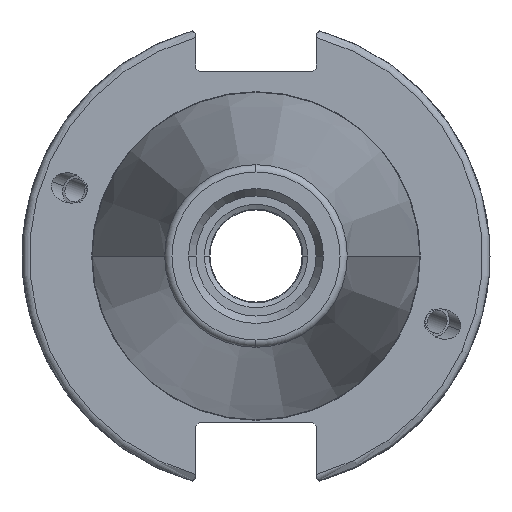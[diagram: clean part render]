
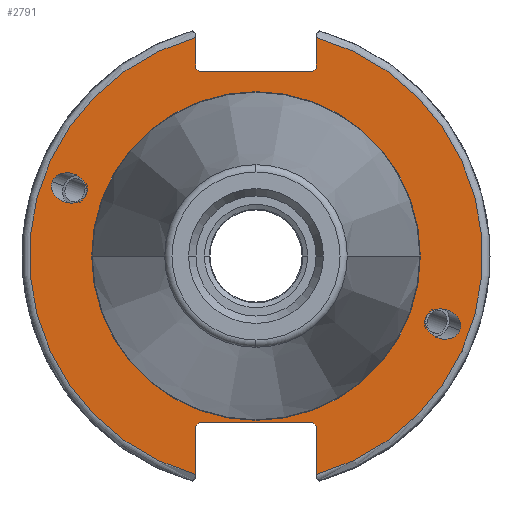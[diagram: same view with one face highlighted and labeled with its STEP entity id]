
A CAD part, left-side view. The second image highlights one B-rep face of the part: STEP entity #2791.
In plain terms, the highlighted planar face has unit normal (-1, 0, 0).
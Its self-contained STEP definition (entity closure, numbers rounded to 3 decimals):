
#387=DIRECTION('',(0.,0.,-1.));
#388=VECTOR('',#387,4.139);
#389=CARTESIAN_POINT('',(3.175,8.19,29.639));
#390=LINE('',#389,#388);
#418=DIRECTION('',(0.,-1.,0.));
#419=VECTOR('',#418,15.38);
#420=CARTESIAN_POINT('',(3.175,7.69,25.));
#421=LINE('',#420,#419);
#440=CARTESIAN_POINT('',(3.175,0.,0.));
#441=DIRECTION('',(-1.,0.,0.));
#442=DIRECTION('',(0.,-0.266,-0.964));
#443=AXIS2_PLACEMENT_3D('',#440,#441,#442);
#445=DIRECTION('',(0.,-0.707,-0.707));
#446=VECTOR('',#445,0.707);
#447=CARTESIAN_POINT('',(3.175,-7.69,-22.6));
#448=LINE('',#447,#446);
#449=DIRECTION('',(0.,-0.707,0.707));
#450=VECTOR('',#449,0.707);
#451=CARTESIAN_POINT('',(3.175,8.19,-23.1));
#452=LINE('',#451,#450);
#453=CARTESIAN_POINT('',(3.175,0.,0.));
#454=DIRECTION('',(-1.,0.,0.));
#455=DIRECTION('',(0.,0.266,0.964));
#456=AXIS2_PLACEMENT_3D('',#453,#454,#455);
#458=DIRECTION('',(0.,0.707,0.707));
#459=VECTOR('',#458,0.707);
#460=CARTESIAN_POINT('',(3.175,7.69,25.));
#461=LINE('',#460,#459);
#462=DIRECTION('',(0.,0.707,-0.707));
#463=VECTOR('',#462,0.707);
#464=CARTESIAN_POINT('',(3.175,-8.19,25.5));
#465=LINE('',#464,#463);
#466=CARTESIAN_POINT('',(3.175,0.,0.));
#467=DIRECTION('',(1.,0.,0.));
#468=DIRECTION('',(0.,0.,1.));
#469=AXIS2_PLACEMENT_3D('',#466,#467,#468);
#471=CARTESIAN_POINT('',(3.175,0.,0.));
#472=DIRECTION('',(1.,0.,0.));
#473=DIRECTION('',(0.,1.,0.));
#474=AXIS2_PLACEMENT_3D('',#471,#472,#473);
#476=CARTESIAN_POINT('',(3.175,0.,0.));
#477=DIRECTION('',(1.,0.,0.));
#478=DIRECTION('',(0.,0.,-1.));
#479=AXIS2_PLACEMENT_3D('',#476,#477,#478);
#481=CARTESIAN_POINT('',(3.175,-23.077,-8.399));
#482=CARTESIAN_POINT('',(3.175,-23.158,-8.178));
#483=CARTESIAN_POINT('',(3.175,-23.431,-7.735));
#484=CARTESIAN_POINT('',(3.175,-24.197,-7.257));
#485=CARTESIAN_POINT('',(3.175,-25.178,-7.127));
#486=CARTESIAN_POINT('',(3.175,-26.07,-7.315));
#487=CARTESIAN_POINT('',(3.175,-26.875,-7.744));
#488=CARTESIAN_POINT('',(3.175,-27.542,-8.475));
#489=CARTESIAN_POINT('',(3.175,-27.822,-9.334));
#490=CARTESIAN_POINT('',(3.175,-27.747,-9.848));
#491=CARTESIAN_POINT('',(3.175,-27.666,-10.07));
#493=CARTESIAN_POINT('',(3.175,-27.666,-10.07));
#494=CARTESIAN_POINT('',(3.175,-27.585,-10.291));
#495=CARTESIAN_POINT('',(3.175,-27.313,-10.734));
#496=CARTESIAN_POINT('',(3.175,-26.546,-11.212));
#497=CARTESIAN_POINT('',(3.175,-25.566,-11.343));
#498=CARTESIAN_POINT('',(3.175,-24.673,-11.154));
#499=CARTESIAN_POINT('',(3.175,-23.868,-10.725));
#500=CARTESIAN_POINT('',(3.175,-23.201,-9.994));
#501=CARTESIAN_POINT('',(3.175,-22.921,-9.135));
#502=CARTESIAN_POINT('',(3.175,-22.997,-8.621));
#503=CARTESIAN_POINT('',(3.175,-23.077,-8.399));
#505=CARTESIAN_POINT('',(3.175,23.077,8.399));
#506=CARTESIAN_POINT('',(3.175,23.158,8.178));
#507=CARTESIAN_POINT('',(3.175,23.431,7.735));
#508=CARTESIAN_POINT('',(3.175,24.197,7.257));
#509=CARTESIAN_POINT('',(3.175,25.178,7.127));
#510=CARTESIAN_POINT('',(3.175,26.07,7.315));
#511=CARTESIAN_POINT('',(3.175,26.875,7.744));
#512=CARTESIAN_POINT('',(3.175,27.542,8.475));
#513=CARTESIAN_POINT('',(3.175,27.822,9.334));
#514=CARTESIAN_POINT('',(3.175,27.747,9.848));
#515=CARTESIAN_POINT('',(3.175,27.666,10.07));
#517=CARTESIAN_POINT('',(3.175,27.666,10.07));
#518=CARTESIAN_POINT('',(3.175,27.585,10.291));
#519=CARTESIAN_POINT('',(3.175,27.313,10.734));
#520=CARTESIAN_POINT('',(3.175,26.546,11.212));
#521=CARTESIAN_POINT('',(3.175,25.566,11.343));
#522=CARTESIAN_POINT('',(3.175,24.673,11.154));
#523=CARTESIAN_POINT('',(3.175,23.868,10.725));
#524=CARTESIAN_POINT('',(3.175,23.201,9.994));
#525=CARTESIAN_POINT('',(3.175,22.921,9.135));
#526=CARTESIAN_POINT('',(3.175,22.997,8.621));
#527=CARTESIAN_POINT('',(3.175,23.077,8.399));
#588=DIRECTION('',(0.,0.,1.));
#589=VECTOR('',#588,4.139);
#590=CARTESIAN_POINT('',(3.175,-8.19,25.5));
#591=LINE('',#590,#589);
#620=DIRECTION('',(0.,0.,1.));
#621=VECTOR('',#620,6.539);
#622=CARTESIAN_POINT('',(3.175,-8.19,-29.639));
#623=LINE('',#622,#621);
#651=DIRECTION('',(0.,1.,0.));
#652=VECTOR('',#651,15.38);
#653=CARTESIAN_POINT('',(3.175,-7.69,-22.6));
#654=LINE('',#653,#652);
#693=DIRECTION('',(0.,0.,-1.));
#694=VECTOR('',#693,6.539);
#695=CARTESIAN_POINT('',(3.175,8.19,-23.1));
#696=LINE('',#695,#694);
#2014=CARTESIAN_POINT('',(3.175,-8.19,-29.639));
#2015=CARTESIAN_POINT('',(3.175,-8.19,29.639));
#2016=VERTEX_POINT('',#2014);
#2017=VERTEX_POINT('',#2015);
#2018=CARTESIAN_POINT('',(3.175,-8.19,25.5));
#2019=VERTEX_POINT('',#2018);
#2020=CARTESIAN_POINT('',(3.175,-7.69,25.));
#2021=VERTEX_POINT('',#2020);
#2022=CARTESIAN_POINT('',(3.175,7.69,25.));
#2023=VERTEX_POINT('',#2022);
#2024=CARTESIAN_POINT('',(3.175,8.19,25.5));
#2025=VERTEX_POINT('',#2024);
#2026=CARTESIAN_POINT('',(3.175,8.19,29.639));
#2027=VERTEX_POINT('',#2026);
#2028=CARTESIAN_POINT('',(3.175,8.19,-29.639));
#2029=VERTEX_POINT('',#2028);
#2030=CARTESIAN_POINT('',(3.175,8.19,-23.1));
#2031=VERTEX_POINT('',#2030);
#2032=CARTESIAN_POINT('',(3.175,7.69,-22.6));
#2033=VERTEX_POINT('',#2032);
#2034=CARTESIAN_POINT('',(3.175,-7.69,-22.6));
#2035=VERTEX_POINT('',#2034);
#2036=CARTESIAN_POINT('',(3.175,-8.19,-23.1));
#2037=VERTEX_POINT('',#2036);
#2194=CARTESIAN_POINT('',(3.175,-27.666,-10.07));
#2196=VERTEX_POINT('',#2194);
#2199=VERTEX_POINT('',#481);
#2229=CARTESIAN_POINT('',(3.175,27.666,10.07));
#2231=VERTEX_POINT('',#2229);
#2234=VERTEX_POINT('',#505);
#2235=CARTESIAN_POINT('',(3.175,0.,-22.3));
#2237=VERTEX_POINT('',#2235);
#2239=CARTESIAN_POINT('',(3.175,0.,22.3));
#2241=VERTEX_POINT('',#2239);
#2245=CARTESIAN_POINT('',(3.175,22.3,0.));
#2246=VERTEX_POINT('',#2245);
#2744=CARTESIAN_POINT('',(3.175,31.75,0.));
#2745=DIRECTION('',(-1.,0.,0.));
#2746=DIRECTION('',(0.,0.,1.));
#2747=AXIS2_PLACEMENT_3D('',#2744,#2745,#2746);
#2748=PLANE('',#2747);
#2750=ORIENTED_EDGE('',*,*,#2749,.F.);
#2752=ORIENTED_EDGE('',*,*,#2751,.T.);
#2754=ORIENTED_EDGE('',*,*,#2753,.F.);
#2756=ORIENTED_EDGE('',*,*,#2755,.T.);
#2758=ORIENTED_EDGE('',*,*,#2757,.F.);
#2760=ORIENTED_EDGE('',*,*,#2759,.T.);
#2762=ORIENTED_EDGE('',*,*,#2761,.F.);
#2763=ORIENTED_EDGE('',*,*,#2675,.T.);
#2764=ORIENTED_EDGE('',*,*,#2704,.F.);
#2765=ORIENTED_EDGE('',*,*,#2717,.T.);
#2766=ORIENTED_EDGE('',*,*,#2735,.F.);
#2768=ORIENTED_EDGE('',*,*,#2767,.T.);
#2769=EDGE_LOOP('',(#2750,#2752,#2754,#2756,#2758,#2760,#2762,#2763,#2764,#2765,
#2766,#2768));
#2770=FACE_OUTER_BOUND('',#2769,.F.);
#2772=ORIENTED_EDGE('',*,*,#2771,.F.);
#2774=ORIENTED_EDGE('',*,*,#2773,.F.);
#2776=ORIENTED_EDGE('',*,*,#2775,.F.);
#2777=EDGE_LOOP('',(#2772,#2774,#2776));
#2778=FACE_BOUND('',#2777,.F.);
#2780=ORIENTED_EDGE('',*,*,#2779,.F.);
#2782=ORIENTED_EDGE('',*,*,#2781,.F.);
#2783=EDGE_LOOP('',(#2780,#2782));
#2784=FACE_BOUND('',#2783,.F.);
#2786=ORIENTED_EDGE('',*,*,#2785,.F.);
#2788=ORIENTED_EDGE('',*,*,#2787,.F.);
#2789=EDGE_LOOP('',(#2786,#2788));
#2790=FACE_BOUND('',#2789,.F.);
#2791=ADVANCED_FACE('',(#2770,#2778,#2784,#2790),#2748,.T.);
#444=CIRCLE('',#443,30.75);
#457=CIRCLE('',#456,30.75);
#470=CIRCLE('',#469,22.3);
#475=CIRCLE('',#474,22.3);
#480=CIRCLE('',#479,22.3);
#492=B_SPLINE_CURVE_WITH_KNOTS('',3,(#481,#482,#483,#484,#485,#486,#487,#488,
#489,#490,#491),.UNSPECIFIED.,.F.,.F.,(4,1,1,1,1,1,1,1,4),(0.,0.125,0.25,
0.375,0.5,0.625,0.75,0.875,1.),.UNSPECIFIED.);
#504=B_SPLINE_CURVE_WITH_KNOTS('',3,(#493,#494,#495,#496,#497,#498,#499,#500,
#501,#502,#503),.UNSPECIFIED.,.F.,.F.,(4,1,1,1,1,1,1,1,4),(0.,0.125,0.25,
0.375,0.5,0.625,0.75,0.875,1.),.UNSPECIFIED.);
#516=B_SPLINE_CURVE_WITH_KNOTS('',3,(#505,#506,#507,#508,#509,#510,#511,#512,
#513,#514,#515),.UNSPECIFIED.,.F.,.F.,(4,1,1,1,1,1,1,1,4),(0.,0.125,0.25,
0.375,0.5,0.625,0.75,0.875,1.),.UNSPECIFIED.);
#528=B_SPLINE_CURVE_WITH_KNOTS('',3,(#517,#518,#519,#520,#521,#522,#523,#524,
#525,#526,#527),.UNSPECIFIED.,.F.,.F.,(4,1,1,1,1,1,1,1,4),(0.,0.125,0.25,
0.375,0.5,0.625,0.75,0.875,1.),.UNSPECIFIED.);
#2675=EDGE_CURVE('',#2027,#2025,#390,.T.);
#2704=EDGE_CURVE('',#2023,#2025,#461,.T.);
#2717=EDGE_CURVE('',#2023,#2021,#421,.T.);
#2735=EDGE_CURVE('',#2019,#2021,#465,.T.);
#2749=EDGE_CURVE('',#2016,#2017,#444,.T.);
#2751=EDGE_CURVE('',#2016,#2037,#623,.T.);
#2753=EDGE_CURVE('',#2035,#2037,#448,.T.);
#2755=EDGE_CURVE('',#2035,#2033,#654,.T.);
#2757=EDGE_CURVE('',#2031,#2033,#452,.T.);
#2759=EDGE_CURVE('',#2031,#2029,#696,.T.);
#2761=EDGE_CURVE('',#2027,#2029,#457,.T.);
#2767=EDGE_CURVE('',#2019,#2017,#591,.T.);
#2771=EDGE_CURVE('',#2241,#2237,#470,.T.);
#2773=EDGE_CURVE('',#2246,#2241,#475,.T.);
#2775=EDGE_CURVE('',#2237,#2246,#480,.T.);
#2779=EDGE_CURVE('',#2199,#2196,#492,.T.);
#2781=EDGE_CURVE('',#2196,#2199,#504,.T.);
#2785=EDGE_CURVE('',#2234,#2231,#516,.T.);
#2787=EDGE_CURVE('',#2231,#2234,#528,.T.);
